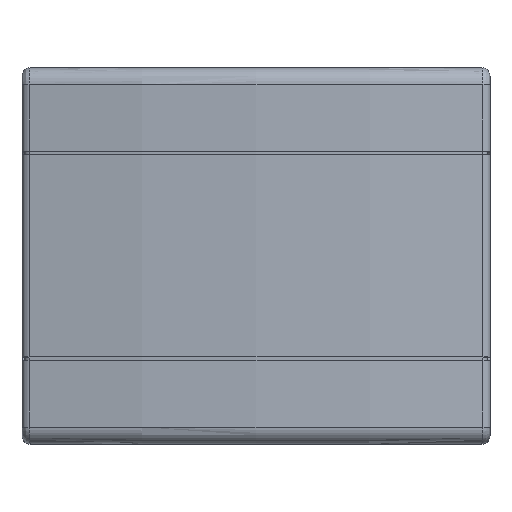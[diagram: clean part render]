
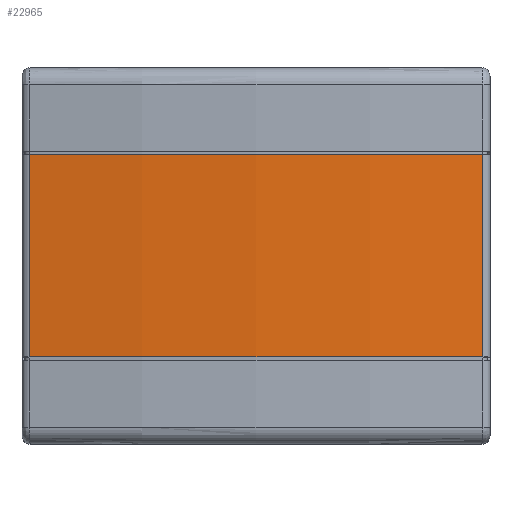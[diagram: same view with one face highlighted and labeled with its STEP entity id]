
A CAD part, top view. The second image highlights one B-rep face of the part: STEP entity #22965.
In plain terms, the highlighted cylindrical face has radius 850 mm (diameter 1700 mm), a partial arc.
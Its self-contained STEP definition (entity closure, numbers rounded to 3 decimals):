
#18052=CARTESIAN_POINT('',(0.,-60.5,-789.641));
#18053=DIRECTION('',(0.,1.,0.));
#18054=DIRECTION('',(-0.16,0.,0.987));
#18055=AXIS2_PLACEMENT_3D('',#18052,#18053,#18054);
#18057=DIRECTION('',(0.,-1.,0.));
#18058=VECTOR('',#18057,121.);
#18059=CARTESIAN_POINT('',(-135.799,60.5,49.441));
#18060=LINE('',#18059,#18058);
#18061=CARTESIAN_POINT('',(0.,60.5,-789.641));
#18062=DIRECTION('',(0.,1.,0.));
#18063=DIRECTION('',(-0.16,0.,0.987));
#18064=AXIS2_PLACEMENT_3D('',#18061,#18062,#18063);
#18066=DIRECTION('',(0.,-1.,0.));
#18067=VECTOR('',#18066,121.);
#18068=CARTESIAN_POINT('',(135.799,60.5,49.441));
#18069=LINE('',#18068,#18067);
#20571=CARTESIAN_POINT('',(-135.799,60.5,49.441));
#20572=CARTESIAN_POINT('',(135.799,60.5,49.441));
#20573=VERTEX_POINT('',#20571);
#20574=VERTEX_POINT('',#20572);
#20599=CARTESIAN_POINT('',(-135.799,-60.5,49.441));
#20600=CARTESIAN_POINT('',(135.799,-60.5,49.441));
#20601=VERTEX_POINT('',#20599);
#20602=VERTEX_POINT('',#20600);
#22953=CARTESIAN_POINT('',(0.,112.5,-789.641));
#22954=DIRECTION('',(0.,1.,0.));
#22955=DIRECTION('',(-1.,0.,0.));
#22956=AXIS2_PLACEMENT_3D('',#22953,#22954,#22955);
#22957=CYLINDRICAL_SURFACE('',#22956,850.);
#22958=ORIENTED_EDGE('',*,*,#22657,.F.);
#22960=ORIENTED_EDGE('',*,*,#22959,.F.);
#22961=ORIENTED_EDGE('',*,*,#22920,.T.);
#22962=ORIENTED_EDGE('',*,*,#22527,.T.);
#22963=EDGE_LOOP('',(#22958,#22960,#22961,#22962));
#22964=FACE_OUTER_BOUND('',#22963,.F.);
#22965=ADVANCED_FACE('',(#22964),#22957,.T.);
#18056=CIRCLE('',#18055,850.);
#18065=CIRCLE('',#18064,850.);
#22527=EDGE_CURVE('',#20574,#20602,#18069,.T.);
#22657=EDGE_CURVE('',#20601,#20602,#18056,.T.);
#22920=EDGE_CURVE('',#20573,#20574,#18065,.T.);
#22959=EDGE_CURVE('',#20573,#20601,#18060,.T.);
